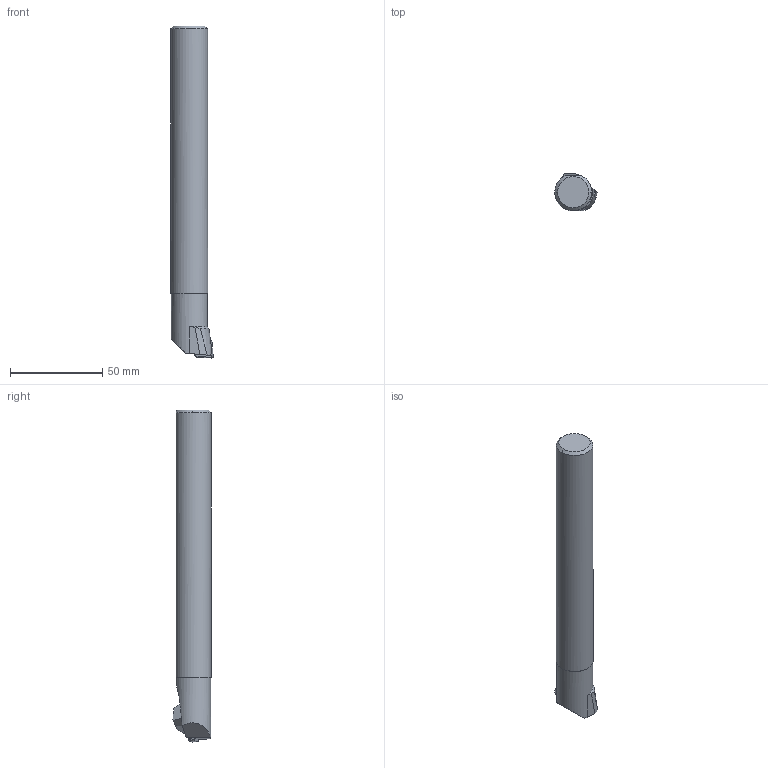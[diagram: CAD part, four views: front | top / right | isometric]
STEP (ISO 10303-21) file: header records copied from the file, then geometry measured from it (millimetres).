
FILE_DESCRIPTION((''),'2;1');
FILE_NAME('70557720_ASM','2018-09-19T16:22:22',('piechottad'),(''),'CREO PARAMETRIC BY PTC INC, 2017380','CREO PARAMETRIC BY PTC INC, 2017380','');
FILE_SCHEMA(('AUTOMOTIVE_DESIGN { 1 0 10303 214 1 1 1 1 }'));
Length unit declared in the file: millimetre
Products named in the file (3): 70557720NC; 70557720C; 70557720_ASM
Assembly tree (2 placements, depth 2):
  70557720_ASM
    70557720NC
    70557720C
Bounding box: 23 x 20.66 x 180.02 mm (x, y, z)
Volume: 53200.2 mm3; surface area: 12012.9 mm2
Topology: 2 solids, 2 shells, 46 faces, 128 edges, 86 vertices
Faces by surface type: plane 26, cylinder 8, cone 7, bspline 3, torus 2
Entity records: 3791 total; most frequent: CARTESIAN_POINT 598, DIRECTION 311, ORIENTED_EDGE 236, PRESENTATION_STYLE_ASSIGNMENT 226, STYLED_ITEM 226, CURVE_STYLE 178, PROPERTY_DEFINITION 163, REPRESENTATION 161
